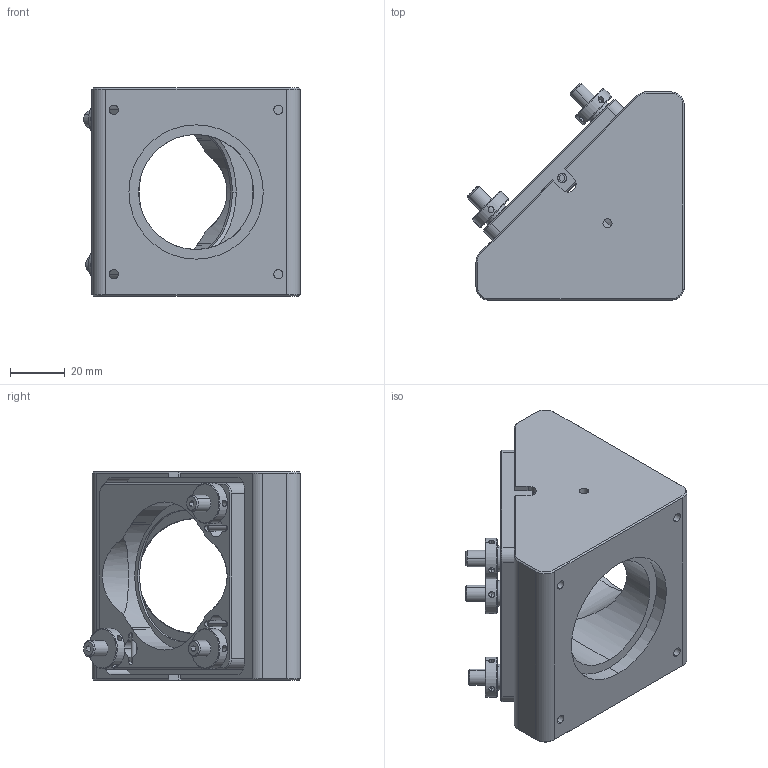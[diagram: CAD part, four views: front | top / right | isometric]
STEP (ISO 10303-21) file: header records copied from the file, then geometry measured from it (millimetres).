
FILE_DESCRIPTION (( 'STEP AP203' ), '1' );
FILE_NAME ('NRAM50.8.STEP', '2020-10-28T09:20:31', ( '' ), ( '' ), 'SwSTEP 2.0', 'SolidWorks 2016', '' );
FILE_SCHEMA (( 'CONFIG_CONTROL_DESIGN' ));
Length unit declared in the file: millimetre
Products named in the file (1): NRAM50.8
Bounding box: 78.99 x 79.13 x 76 mm (x, y, z)
Surface area: 46331.4 mm2 (no closed solid volume)
Topology: 0 solids, 27 shells, 323 faces, 958 edges, 629 vertices
Faces by surface type: cylinder 137, plane 95, cone 72, bspline 19
Entity records: 23483 total; most frequent: CARTESIAN_POINT 14939, DIRECTION 1828, ORIENTED_EDGE 1596, EDGE_CURVE 942, AXIS2_PLACEMENT_3D 689, VERTEX_POINT 629, VECTOR 450, LINE 450
